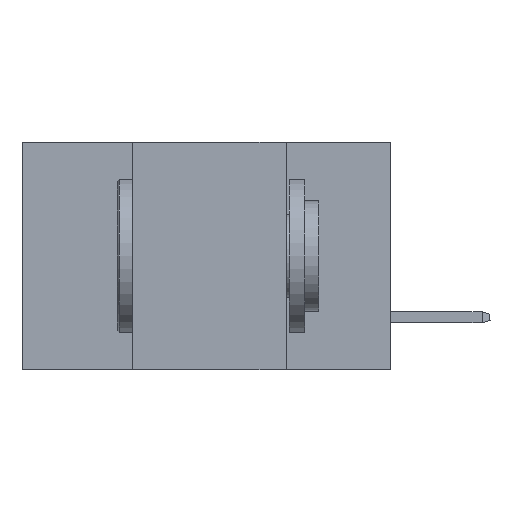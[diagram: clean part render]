
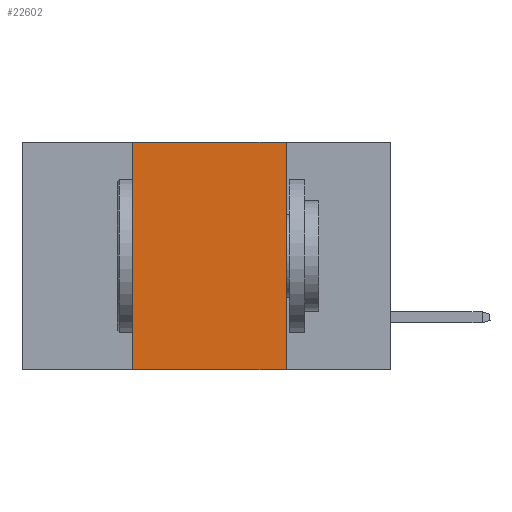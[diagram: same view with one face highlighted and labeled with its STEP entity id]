
A CAD part, left-side view. The second image highlights one B-rep face of the part: STEP entity #22602.
In plain terms, the highlighted planar face has unit normal (-1, 0, 0).
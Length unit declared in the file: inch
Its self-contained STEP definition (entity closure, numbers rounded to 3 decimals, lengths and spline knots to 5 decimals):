
#1162 = LINE ( 'NONE', #10448, #21706 ) ;
#3355 = ORIENTED_EDGE ( 'NONE', *, *, #4635, .F. ) ;
#4295 = CARTESIAN_POINT ( 'NONE',  ( 0., 0.6, 0. ) ) ;
#4635 = EDGE_CURVE ( 'NONE', #5153, #9787, #34934, .T. ) ;
#5153 = VERTEX_POINT ( 'NONE', #32604 ) ;
#7023 = DIRECTION ( 'NONE',  ( 0., 0., -1. ) ) ;
#7115 = EDGE_CURVE ( 'NONE', #9787, #13761, #1162, .T. ) ;
#7746 = EDGE_CURVE ( 'NONE', #16187, #5153, #19693, .T. ) ;
#9787 = VERTEX_POINT ( 'NONE', #23269 ) ;
#10358 = EDGE_CURVE ( 'NONE', #16187, #13761, #29817, .T. ) ;
#10448 = CARTESIAN_POINT ( 'NONE',  ( 0., 0.17, 0. ) ) ;
#12967 = ORIENTED_EDGE ( 'NONE', *, *, #7115, .F. ) ;
#13468 = DIRECTION ( 'NONE',  ( 1., 0., 0. ) ) ;
#13761 = VERTEX_POINT ( 'NONE', #30418 ) ;
#15015 = VECTOR ( 'NONE', #21702, 39.37008 ) ;
#16187 = VERTEX_POINT ( 'NONE', #22969 ) ;
#17674 = VECTOR ( 'NONE', #33077, 39.37008 ) ;
#18604 = ORIENTED_EDGE ( 'NONE', *, *, #7746, .F. ) ;
#19693 = LINE ( 'NONE', #22215, #15015 ) ;
#21702 = DIRECTION ( 'NONE',  ( 0., 0., 1. ) ) ;
#21706 = VECTOR ( 'NONE', #7023, 39.37008 ) ;
#21876 = AXIS2_PLACEMENT_3D ( 'NONE', #4295, #13468, #34295 ) ;
#22215 = CARTESIAN_POINT ( 'NONE',  ( 0., 0.42, 0. ) ) ;
#22602 = ADVANCED_FACE ( 'NONE', ( #25485 ), #28458, .F. ) ;
#22969 = CARTESIAN_POINT ( 'NONE',  ( 0., 0.42, -0.37 ) ) ;
#23269 = CARTESIAN_POINT ( 'NONE',  ( 0., 0.17, 0. ) ) ;
#24278 = ORIENTED_EDGE ( 'NONE', *, *, #10358, .T. ) ;
#25485 = FACE_OUTER_BOUND ( 'NONE', #29930, .T. ) ;
#26855 = CARTESIAN_POINT ( 'NONE',  ( 0., 0.6, 0. ) ) ;
#27727 = DIRECTION ( 'NONE',  ( 0., -1., 0. ) ) ;
#28458 = PLANE ( 'NONE',  #21876 ) ;
#29817 = LINE ( 'NONE', #32447, #31693 ) ;
#29930 = EDGE_LOOP ( 'NONE', ( #12967, #3355, #18604, #24278 ) ) ;
#30418 = CARTESIAN_POINT ( 'NONE',  ( 0., 0.17, -0.37 ) ) ;
#31693 = VECTOR ( 'NONE', #27727, 39.37008 ) ;
#32447 = CARTESIAN_POINT ( 'NONE',  ( 0., 0.6, -0.37 ) ) ;
#32604 = CARTESIAN_POINT ( 'NONE',  ( 0., 0.42, 0. ) ) ;
#33077 = DIRECTION ( 'NONE',  ( 0., -1., 0. ) ) ;
#34295 = DIRECTION ( 'NONE',  ( 0., 0., -1. ) ) ;
#34934 = LINE ( 'NONE', #26855, #17674 ) ;
